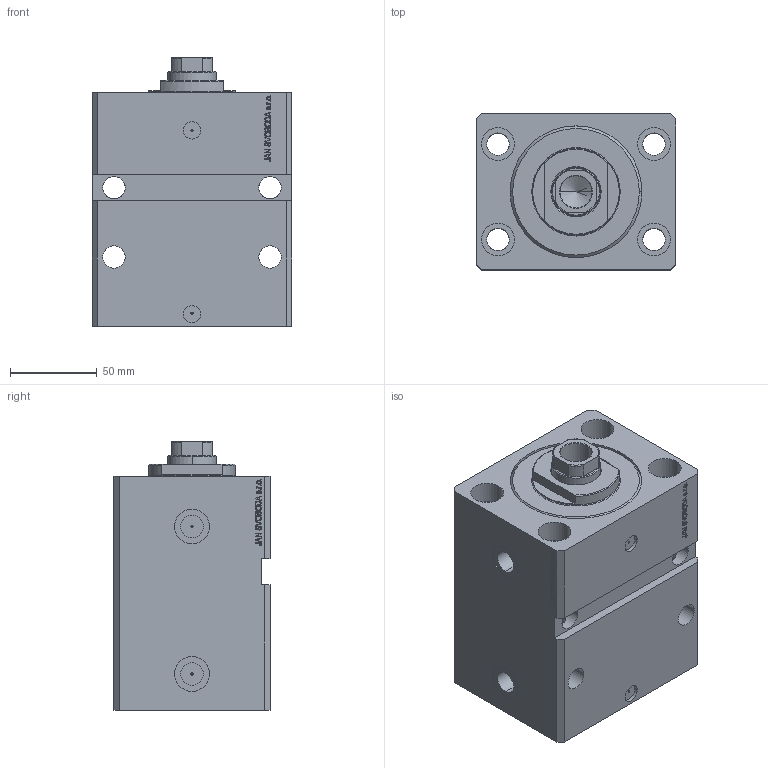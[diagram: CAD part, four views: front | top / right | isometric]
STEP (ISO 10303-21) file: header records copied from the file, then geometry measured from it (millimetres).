
FILE_DESCRIPTION (( 'STEP AP203' ), '1' );
FILE_NAME ('8668.STEP', '2023-10-07T17:18:32', ( '' ), ( '' ), 'SwSTEP 2.0', 'SolidWorks 2019', '' );
FILE_SCHEMA (( 'CONFIG_CONTROL_DESIGN' ));
Length unit declared in the file: millimetre
Products named in the file (4): V250CE_C_VCP ad3cce2aaac6b8955d95b3b78a16c1af; 8668; V250CE_E_Body ad3cce2aaac6b8955d95b3b78a16c1af; V250CE_VC_E ad3cce2aaac6b8955d95b3b78a16c1af
Assembly tree (3 placements, depth 2):
  8668
    V250CE_E_Body ad3cce2aaac6b8955d95b3b78a16c1af
    V250CE_C_VCP ad3cce2aaac6b8955d95b3b78a16c1af
    V250CE_VC_E ad3cce2aaac6b8955d95b3b78a16c1af
Bounding box: 115 x 90 x 155 mm (x, y, z)
Volume: 1143928.7 mm3; surface area: 173883.1 mm2
Topology: 3 solids, 3 shells, 957 faces, 2458 edges, 1603 vertices
Faces by surface type: plane 467, bspline 368, cylinder 104, cone 12, torus 6
Entity records: 46440 total; most frequent: CARTESIAN_POINT 25246, ORIENTED_EDGE 4912, DIRECTION 3024, EDGE_CURVE 2456, VERTEX_POINT 1603, LINE 1506, VECTOR 1506, EDGE_LOOP 1095
